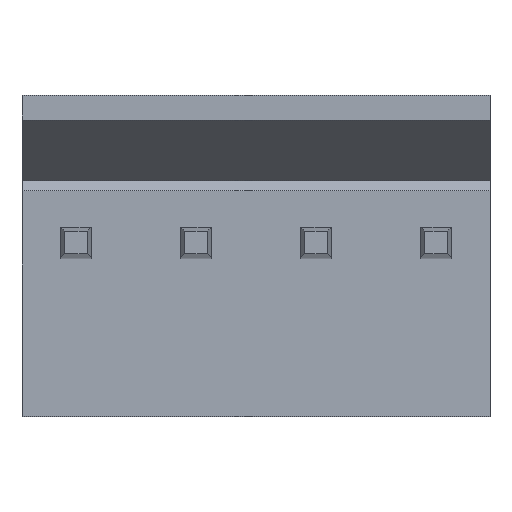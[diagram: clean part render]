
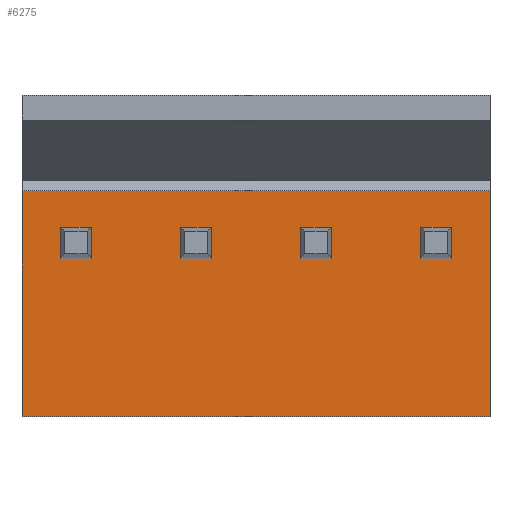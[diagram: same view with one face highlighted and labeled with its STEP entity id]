
A CAD part, top view. The second image highlights one B-rep face of the part: STEP entity #6275.
In plain terms, the highlighted planar face has unit normal (0, 0, 1).
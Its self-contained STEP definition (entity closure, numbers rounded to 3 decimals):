
#450=ORIENTED_EDGE('',*,*,#1698,.T.);
#451=ORIENTED_EDGE('',*,*,#1699,.T.);
#452=ORIENTED_EDGE('',*,*,#1700,.T.);
#453=ORIENTED_EDGE('',*,*,#1701,.T.);
#454=ORIENTED_EDGE('',*,*,#1702,.T.);
#455=ORIENTED_EDGE('',*,*,#1703,.T.);
#456=ORIENTED_EDGE('',*,*,#1704,.T.);
#457=ORIENTED_EDGE('',*,*,#1705,.T.);
#458=ORIENTED_EDGE('',*,*,#1706,.T.);
#459=ORIENTED_EDGE('',*,*,#1707,.T.);
#460=ORIENTED_EDGE('',*,*,#1708,.T.);
#461=ORIENTED_EDGE('',*,*,#1709,.T.);
#462=ORIENTED_EDGE('',*,*,#1710,.T.);
#463=ORIENTED_EDGE('',*,*,#1711,.T.);
#464=ORIENTED_EDGE('',*,*,#1712,.T.);
#465=ORIENTED_EDGE('',*,*,#1713,.T.);
#466=ORIENTED_EDGE('',*,*,#1714,.T.);
#467=ORIENTED_EDGE('',*,*,#1715,.T.);
#468=ORIENTED_EDGE('',*,*,#1716,.F.);
#469=ORIENTED_EDGE('',*,*,#1717,.F.);
#1698=EDGE_CURVE('',#2328,#2329,#2760,.T.);
#1699=EDGE_CURVE('',#2329,#2330,#2761,.T.);
#1700=EDGE_CURVE('',#2330,#2331,#2762,.T.);
#1701=EDGE_CURVE('',#2331,#2328,#2763,.T.);
#1702=EDGE_CURVE('',#2332,#2333,#2764,.T.);
#1703=EDGE_CURVE('',#2333,#2334,#2765,.T.);
#1704=EDGE_CURVE('',#2334,#2335,#2766,.T.);
#1705=EDGE_CURVE('',#2335,#2332,#2767,.T.);
#1706=EDGE_CURVE('',#2336,#2337,#2768,.T.);
#1707=EDGE_CURVE('',#2337,#2338,#2769,.T.);
#1708=EDGE_CURVE('',#2338,#2339,#2770,.T.);
#1709=EDGE_CURVE('',#2339,#2336,#2771,.T.);
#1710=EDGE_CURVE('',#2340,#2341,#2772,.T.);
#1711=EDGE_CURVE('',#2341,#2342,#2773,.T.);
#1712=EDGE_CURVE('',#2342,#2343,#2774,.T.);
#1713=EDGE_CURVE('',#2343,#2340,#2775,.T.);
#1714=EDGE_CURVE('',#2344,#2345,#2776,.T.);
#1715=EDGE_CURVE('',#2345,#2346,#2777,.T.);
#1716=EDGE_CURVE('',#2347,#2346,#2778,.T.);
#1717=EDGE_CURVE('',#2344,#2347,#2779,.T.);
#2328=VERTEX_POINT('',#7797);
#2329=VERTEX_POINT('',#7798);
#2330=VERTEX_POINT('',#7800);
#2331=VERTEX_POINT('',#7802);
#2332=VERTEX_POINT('',#7805);
#2333=VERTEX_POINT('',#7806);
#2334=VERTEX_POINT('',#7808);
#2335=VERTEX_POINT('',#7810);
#2336=VERTEX_POINT('',#7813);
#2337=VERTEX_POINT('',#7814);
#2338=VERTEX_POINT('',#7816);
#2339=VERTEX_POINT('',#7818);
#2340=VERTEX_POINT('',#7821);
#2341=VERTEX_POINT('',#7822);
#2342=VERTEX_POINT('',#7824);
#2343=VERTEX_POINT('',#7826);
#2344=VERTEX_POINT('',#7829);
#2345=VERTEX_POINT('',#7830);
#2346=VERTEX_POINT('',#7832);
#2347=VERTEX_POINT('',#7834);
#2760=LINE('',#7796,#3132);
#2761=LINE('',#7799,#3133);
#2762=LINE('',#7801,#3134);
#2763=LINE('',#7803,#3135);
#2764=LINE('',#7804,#3136);
#2765=LINE('',#7807,#3137);
#2766=LINE('',#7809,#3138);
#2767=LINE('',#7811,#3139);
#2768=LINE('',#7812,#3140);
#2769=LINE('',#7815,#3141);
#2770=LINE('',#7817,#3142);
#2771=LINE('',#7819,#3143);
#2772=LINE('',#7820,#3144);
#2773=LINE('',#7823,#3145);
#2774=LINE('',#7825,#3146);
#2775=LINE('',#7827,#3147);
#2776=LINE('',#7828,#3148);
#2777=LINE('',#7831,#3149);
#2778=LINE('',#7833,#3150);
#2779=LINE('',#7835,#3151);
#3132=VECTOR('',#6904,1000.);
#3133=VECTOR('',#6905,1000.);
#3134=VECTOR('',#6906,1000.);
#3135=VECTOR('',#6907,1000.);
#3136=VECTOR('',#6908,1000.);
#3137=VECTOR('',#6909,1000.);
#3138=VECTOR('',#6910,1000.);
#3139=VECTOR('',#6911,1000.);
#3140=VECTOR('',#6912,1000.);
#3141=VECTOR('',#6913,1000.);
#3142=VECTOR('',#6914,1000.);
#3143=VECTOR('',#6915,1000.);
#3144=VECTOR('',#6916,1000.);
#3145=VECTOR('',#6917,1000.);
#3146=VECTOR('',#6918,1000.);
#3147=VECTOR('',#6919,1000.);
#3148=VECTOR('',#6920,1000.);
#3149=VECTOR('',#6921,1000.);
#3150=VECTOR('',#6922,1000.);
#3151=VECTOR('',#6923,1000.);
#3468=EDGE_LOOP('',(#450,#451,#452,#453));
#3469=EDGE_LOOP('',(#454,#455,#456,#457));
#3470=EDGE_LOOP('',(#458,#459,#460,#461));
#3471=EDGE_LOOP('',(#462,#463,#464,#465));
#3472=EDGE_LOOP('',(#466,#467,#468,#469));
#3776=FACE_BOUND('',#3468,.T.);
#3777=FACE_BOUND('',#3469,.T.);
#3778=FACE_BOUND('',#3470,.T.);
#3779=FACE_BOUND('',#3471,.T.);
#3780=FACE_BOUND('',#3472,.T.);
#4076=PLANE('',#6580);
#6275=ADVANCED_FACE('',(#3776,#3777,#3778,#3779,#3780),#4076,.T.);
#6580=AXIS2_PLACEMENT_3D('',#7795,#6902,#6903);
#6902=DIRECTION('',(0.,0.,1.));
#6903=DIRECTION('',(1.,0.,0.));
#6904=DIRECTION('',(0.,-1.,0.));
#6905=DIRECTION('',(-1.,0.,0.));
#6906=DIRECTION('',(0.,1.,0.));
#6907=DIRECTION('',(1.,0.,0.));
#6908=DIRECTION('',(0.,-1.,0.));
#6909=DIRECTION('',(-1.,0.,0.));
#6910=DIRECTION('',(0.,1.,0.));
#6911=DIRECTION('',(1.,0.,0.));
#6912=DIRECTION('',(0.,-1.,0.));
#6913=DIRECTION('',(-1.,0.,0.));
#6914=DIRECTION('',(0.,1.,0.));
#6915=DIRECTION('',(1.,0.,0.));
#6916=DIRECTION('',(-1.,0.,0.));
#6917=DIRECTION('',(0.,1.,0.));
#6918=DIRECTION('',(1.,0.,0.));
#6919=DIRECTION('',(0.,-1.,0.));
#6920=DIRECTION('',(0.,1.,0.));
#6921=DIRECTION('',(-1.,0.,0.));
#6922=DIRECTION('',(0.,1.,0.));
#6923=DIRECTION('',(-1.,0.,0.));
#7795=CARTESIAN_POINT('',(7.718,-5.715,2.819));
#7796=CARTESIAN_POINT('',(6.448,0.508,2.819));
#7797=CARTESIAN_POINT('',(6.448,0.508,2.819));
#7798=CARTESIAN_POINT('',(6.448,-0.508,2.819));
#7799=CARTESIAN_POINT('',(6.448,-0.508,2.819));
#7800=CARTESIAN_POINT('',(5.432,-0.508,2.819));
#7801=CARTESIAN_POINT('',(5.432,-0.508,2.819));
#7802=CARTESIAN_POINT('',(5.432,0.508,2.819));
#7803=CARTESIAN_POINT('',(5.432,0.508,2.819));
#7804=CARTESIAN_POINT('',(2.488,0.508,2.819));
#7805=CARTESIAN_POINT('',(2.488,0.508,2.819));
#7806=CARTESIAN_POINT('',(2.488,-0.508,2.819));
#7807=CARTESIAN_POINT('',(2.488,-0.508,2.819));
#7808=CARTESIAN_POINT('',(1.472,-0.508,2.819));
#7809=CARTESIAN_POINT('',(1.472,-0.508,2.819));
#7810=CARTESIAN_POINT('',(1.472,0.508,2.819));
#7811=CARTESIAN_POINT('',(1.472,0.508,2.819));
#7812=CARTESIAN_POINT('',(-1.472,0.508,2.819));
#7813=CARTESIAN_POINT('',(-1.472,0.508,2.819));
#7814=CARTESIAN_POINT('',(-1.472,-0.508,2.819));
#7815=CARTESIAN_POINT('',(-1.472,-0.508,2.819));
#7816=CARTESIAN_POINT('',(-2.488,-0.508,2.819));
#7817=CARTESIAN_POINT('',(-2.488,-0.508,2.819));
#7818=CARTESIAN_POINT('',(-2.488,0.508,2.819));
#7819=CARTESIAN_POINT('',(-2.488,0.508,2.819));
#7820=CARTESIAN_POINT('',(-5.432,-0.508,2.819));
#7821=CARTESIAN_POINT('',(-5.432,-0.508,2.819));
#7822=CARTESIAN_POINT('',(-6.448,-0.508,2.819));
#7823=CARTESIAN_POINT('',(-6.448,-0.508,2.819));
#7824=CARTESIAN_POINT('',(-6.448,0.508,2.819));
#7825=CARTESIAN_POINT('',(-6.448,0.508,2.819));
#7826=CARTESIAN_POINT('',(-5.432,0.508,2.819));
#7827=CARTESIAN_POINT('',(-5.432,0.508,2.819));
#7828=CARTESIAN_POINT('',(7.718,-5.715,2.819));
#7829=CARTESIAN_POINT('',(7.718,-5.715,2.819));
#7830=CARTESIAN_POINT('',(7.718,1.725,2.819));
#7831=CARTESIAN_POINT('',(7.718,1.725,2.819));
#7832=CARTESIAN_POINT('',(-7.718,1.725,2.819));
#7833=CARTESIAN_POINT('',(-7.718,-5.715,2.819));
#7834=CARTESIAN_POINT('',(-7.718,-5.715,2.819));
#7835=CARTESIAN_POINT('',(7.718,-5.715,2.819));
